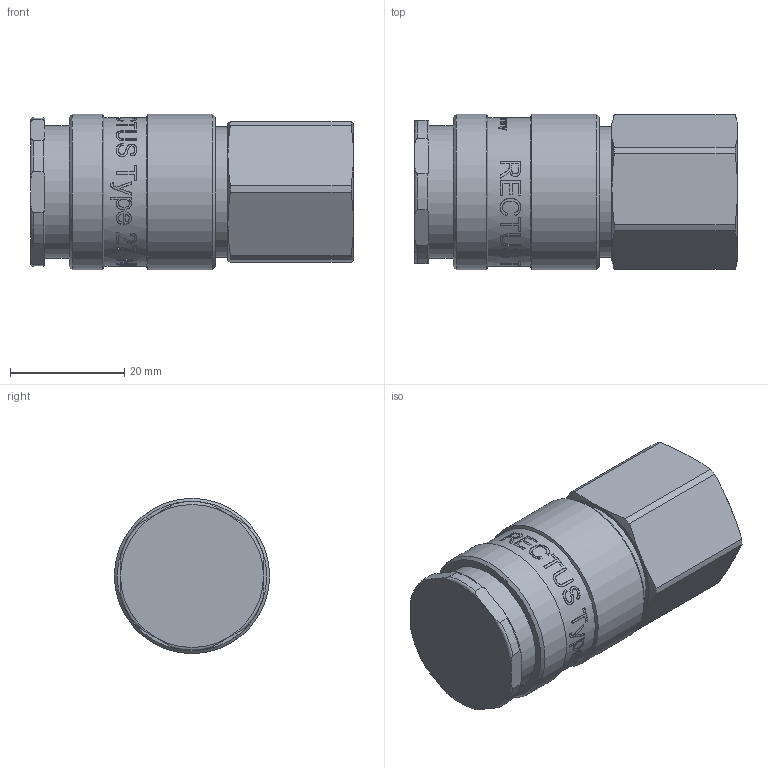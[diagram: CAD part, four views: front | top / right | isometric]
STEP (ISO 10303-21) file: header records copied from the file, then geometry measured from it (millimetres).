
FILE_DESCRIPTION((''),'2;1');
FILE_NAME('27kaiw21mpn.stp','2014-06-10T11:28:04',('IA176480'),(''),'Autodesk Inventor 2013','Autodesk Inventor 2013','');
FILE_SCHEMA(('AUTOMOTIVE_DESIGN { 1 0 10303 214 1 1 1 1 }'));
Length unit declared in the file: millimetre
Products named in the file (1): D110652
Bounding box: 56.45 x 27.15 x 27.15 mm (x, y, z)
Volume: 23993.3 mm3; surface area: 10604.1 mm2
Topology: 2 solids, 2 shells, 651 faces, 1739 edges, 1154 vertices
Faces by surface type: bspline 309, plane 226, cylinder 79, cone 25, torus 12
Full cylindrical faces by diameter (mm): 18.631 x1, 20 x1, 20.95 x1, 22.75 x1, 23.1 x1, 23.35 x1, 23.55 x1, 26 x1, 27.15 x2
Entity records: 88487 total; most frequent: CARTESIAN_POINT 74180, ORIENTED_EDGE 3416, DIRECTION 1711, EDGE_CURVE 1708, VERTEX_POINT 1147, B_SPLINE_CURVE_WITH_KNOTS 856, EDGE_LOOP 739, FACE_OUTER_BOUND 651
